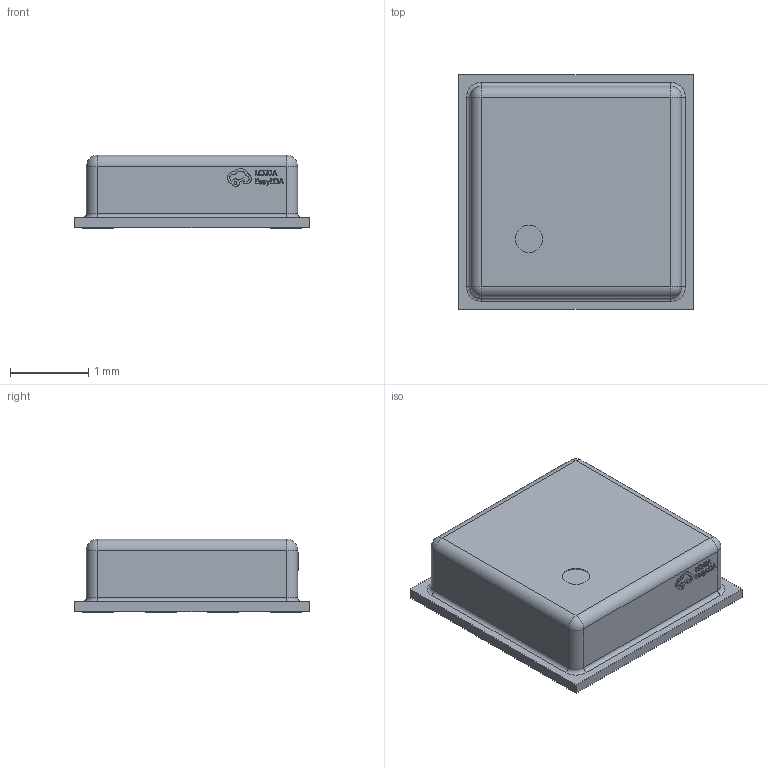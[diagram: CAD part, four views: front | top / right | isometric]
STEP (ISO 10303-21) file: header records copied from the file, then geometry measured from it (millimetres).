
FILE_DESCRIPTION (( 'STEP AP214' ), '1' );
FILE_NAME ('LGA-8_L3.0-W3.0-P0.80_BME688.STEP', '2022-11-10T01:30:34', ( '' ), ( '' ), 'SwSTEP 2.0', 'SolidWorks 2020', '' );
FILE_SCHEMA (( 'AUTOMOTIVE_DESIGN' ));
Length unit declared in the file: millimetre
Products named in the file (1): LGA-8_L3.0-W3.0-P0.80_BME688
Bounding box: 3 x 3 x 0.94 mm (x, y, z)
Volume: 7 mm3; surface area: 27.3 mm2
Topology: 1 solids, 1 shells, 298 faces, 785 edges, 514 vertices
Faces by surface type: plane 178, bspline 98, cylinder 14, sphere 4, torus 4
Entity records: 12461 total; most frequent: CARTESIAN_POINT 2900, ORIENTED_EDGE 1562, DIRECTION 1015, EDGE_CURVE 781, VECTOR 549, LINE 549, VERTEX_POINT 514, EDGE_LOOP 327
